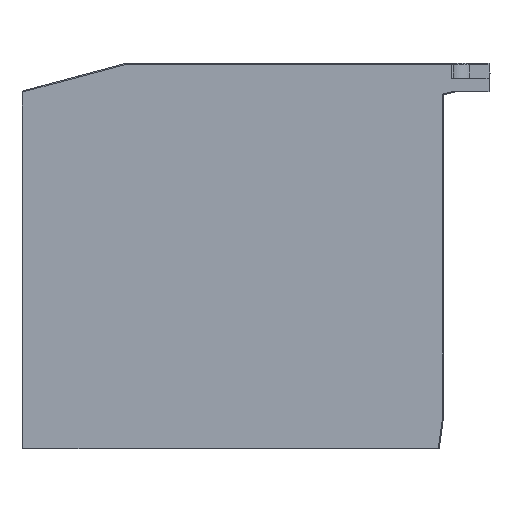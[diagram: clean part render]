
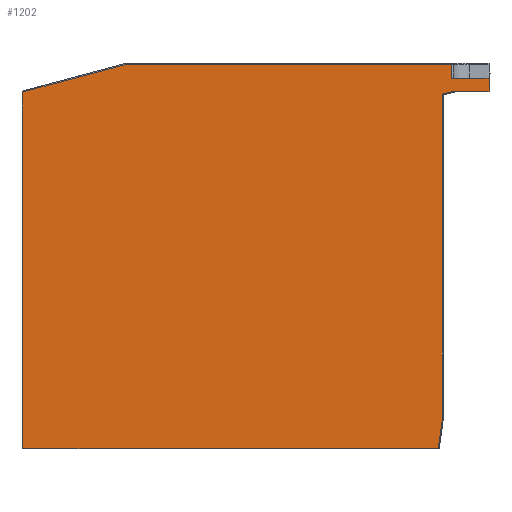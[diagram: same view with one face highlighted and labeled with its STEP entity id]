
A CAD part, front view. The second image highlights one B-rep face of the part: STEP entity #1202.
In plain terms, the highlighted planar face has unit normal (0, -1, 0).
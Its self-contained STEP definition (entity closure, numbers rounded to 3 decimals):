
#429=FACE_OUTER_BOUND('',#8468,.T.);
#1202=ADVANCED_FACE('',(#429),#1984,.T.);
#1984=PLANE('',#21308);
#2416=B_SPLINE_CURVE_WITH_KNOTS('',3,(#29910,#29911,#29912,#29913),
 .UNSPECIFIED.,.F.,.F.,(4,4),(0.,1.),.UNSPECIFIED.);
#2694=LINE('',#27553,#5363);
#2696=LINE('',#27566,#5365);
#3452=LINE('',#29498,#6121);
#3605=LINE('',#29893,#6274);
#3606=LINE('',#29900,#6275);
#3607=LINE('',#29902,#6276);
#3608=LINE('',#29904,#6277);
#3609=LINE('',#29906,#6278);
#3610=LINE('',#29908,#6279);
#3611=LINE('',#29915,#6280);
#5363=VECTOR('',#22328,1.);
#5365=VECTOR('',#22332,1.);
#6121=VECTOR('',#23518,1.);
#6274=VECTOR('',#23767,1.);
#6275=VECTOR('',#23770,1.);
#6276=VECTOR('',#23771,1.);
#6277=VECTOR('',#23772,1.);
#6278=VECTOR('',#23773,1.);
#6279=VECTOR('',#23774,1.);
#6280=VECTOR('',#23775,1.);
#8468=EDGE_LOOP('',(#10482,#10483,#10484,#10485,#10486,#10487,#10488,#10489,
#10490,#10491,#10492));
#10482=ORIENTED_EDGE('',*,*,#17084,.T.);
#10483=ORIENTED_EDGE('',*,*,#17087,.T.);
#10484=ORIENTED_EDGE('',*,*,#17996,.T.);
#10485=ORIENTED_EDGE('',*,*,#18183,.T.);
#10486=ORIENTED_EDGE('',*,*,#18184,.T.);
#10487=ORIENTED_EDGE('',*,*,#18185,.T.);
#10488=ORIENTED_EDGE('',*,*,#18186,.T.);
#10489=ORIENTED_EDGE('',*,*,#18187,.F.);
#10490=ORIENTED_EDGE('',*,*,#18188,.T.);
#10491=ORIENTED_EDGE('',*,*,#18189,.T.);
#10492=ORIENTED_EDGE('',*,*,#18181,.F.);
#14796=VERTEX_POINT('',#27552);
#14797=VERTEX_POINT('',#27554);
#14799=VERTEX_POINT('',#27567);
#15679=VERTEX_POINT('',#29497);
#15836=VERTEX_POINT('',#29894);
#15837=VERTEX_POINT('',#29901);
#15838=VERTEX_POINT('',#29903);
#15839=VERTEX_POINT('',#29905);
#15840=VERTEX_POINT('',#29907);
#15841=VERTEX_POINT('',#29909);
#15842=VERTEX_POINT('',#29914);
#17084=EDGE_CURVE('',#14797,#14796,#2694,.T.);
#17087=EDGE_CURVE('',#14796,#14799,#2696,.T.);
#17996=EDGE_CURVE('',#14799,#15679,#3452,.T.);
#18181=EDGE_CURVE('',#14797,#15836,#3605,.T.);
#18183=EDGE_CURVE('',#15679,#15837,#3606,.T.);
#18184=EDGE_CURVE('',#15837,#15838,#3607,.T.);
#18185=EDGE_CURVE('',#15838,#15839,#3608,.T.);
#18186=EDGE_CURVE('',#15839,#15840,#3609,.T.);
#18187=EDGE_CURVE('',#15841,#15840,#3610,.T.);
#18188=EDGE_CURVE('',#15841,#15842,#2416,.T.);
#18189=EDGE_CURVE('',#15842,#15836,#3611,.T.);
#21308=AXIS2_PLACEMENT_3D('',#29916,#23776,#23777);
#22328=DIRECTION('',(1.,0.,0.));
#22332=DIRECTION('',(0.,0.,1.));
#23518=DIRECTION('',(-1.,0.,0.));
#23767=DIRECTION('',(-0.966,0.,-0.259));
#23770=DIRECTION('',(0.,0.,1.));
#23771=DIRECTION('',(-1.,0.,0.));
#23772=DIRECTION('',(-0.966,0.,-0.259));
#23773=DIRECTION('',(0.,0.,-1.));
#23774=DIRECTION('',(-1.,0.,0.));
#23775=DIRECTION('',(0.,0.,1.));
#23776=DIRECTION('',(0.,-1.,0.));
#23777=DIRECTION('',(1.,0.,0.));
#27552=CARTESIAN_POINT('',(-0.4,-79.873,17.041));
#27553=CARTESIAN_POINT('',(-8.273,-79.873,17.041));
#27554=CARTESIAN_POINT('',(-8.273,-79.873,17.041));
#27566=CARTESIAN_POINT('',(-0.4,-79.873,17.041));
#27567=CARTESIAN_POINT('',(-0.4,-79.873,19.841));
#29497=CARTESIAN_POINT('',(-8.2,-79.873,19.841));
#29498=CARTESIAN_POINT('',(-0.4,-79.873,19.841));
#29893=CARTESIAN_POINT('',(-8.273,-79.873,17.041));
#29894=CARTESIAN_POINT('',(-10.211,-79.873,16.522));
#29900=CARTESIAN_POINT('',(-8.2,-79.873,19.841));
#29901=CARTESIAN_POINT('',(-8.2,-79.873,22.841));
#29902=CARTESIAN_POINT('',(-8.2,-79.873,22.841));
#29903=CARTESIAN_POINT('',(-76.174,-79.873,22.841));
#29904=CARTESIAN_POINT('',(-76.174,-79.873,22.841));
#29905=CARTESIAN_POINT('',(-98.,-79.873,16.993));
#29906=CARTESIAN_POINT('',(-98.,-79.873,16.993));
#29907=CARTESIAN_POINT('',(-98.,-79.873,-57.759));
#29908=CARTESIAN_POINT('',(-11.022,-79.873,-57.759));
#29909=CARTESIAN_POINT('',(-11.022,-79.873,-57.759));
#29910=CARTESIAN_POINT('',(-11.022,-79.873,-57.759));
#29911=CARTESIAN_POINT('',(-10.752,-79.873,-55.754));
#29912=CARTESIAN_POINT('',(-10.481,-79.873,-53.75));
#29913=CARTESIAN_POINT('',(-10.211,-79.873,-51.745));
#29914=CARTESIAN_POINT('',(-10.211,-79.873,-51.745));
#29915=CARTESIAN_POINT('',(-10.211,-79.873,-51.745));
#29916=CARTESIAN_POINT('',(0.,-79.873,-7.459));
